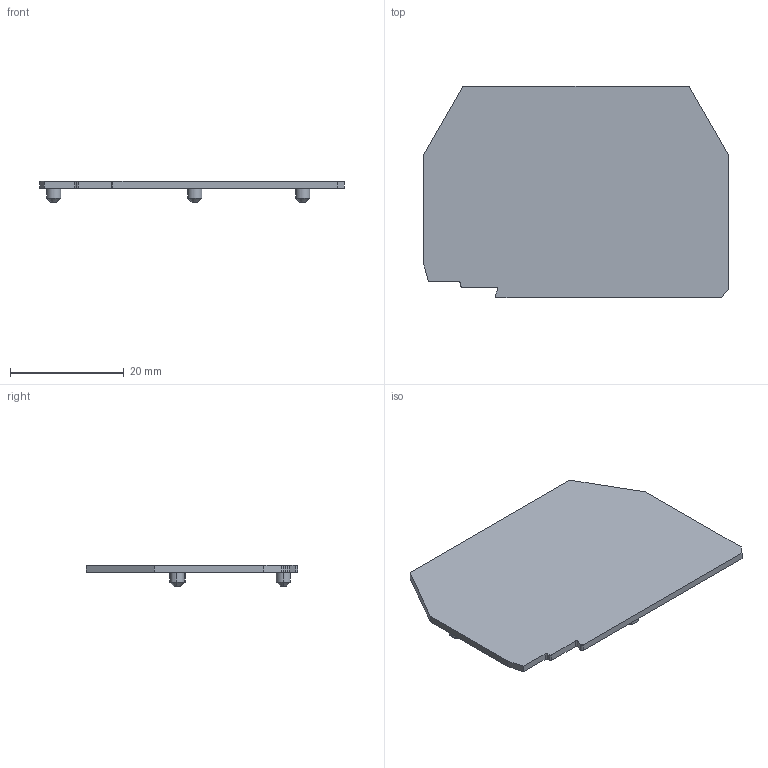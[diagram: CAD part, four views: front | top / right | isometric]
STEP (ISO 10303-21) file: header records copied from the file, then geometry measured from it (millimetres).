
FILE_DESCRIPTION (( 'STEP AP214' ), '1' );
FILE_NAME ('KN-ECKDB.step', '2015-05-04T11:25:33', ( '' ), ( '' ), 'SwSTEP 2.0', 'SolidWorks 2014', '' );
FILE_SCHEMA (( 'AUTOMOTIVE_DESIGN' ));
Length unit declared in the file: millimetre
Products named in the file (1): KN-ECKDB
Bounding box: 53.5 x 37.1 x 3.7 mm (x, y, z)
Volume: 2270.4 mm3; surface area: 4014.7 mm2
Topology: 1 solids, 1 shells, 40 faces, 93 edges, 58 vertices
Faces by surface type: cylinder 17, plane 17, cone 6
Entity records: 1169 total; most frequent: DIRECTION 209, CARTESIAN_POINT 192, ORIENTED_EDGE 186, EDGE_CURVE 93, AXIS2_PLACEMENT_3D 75, VECTOR 59, LINE 59, VERTEX_POINT 58
